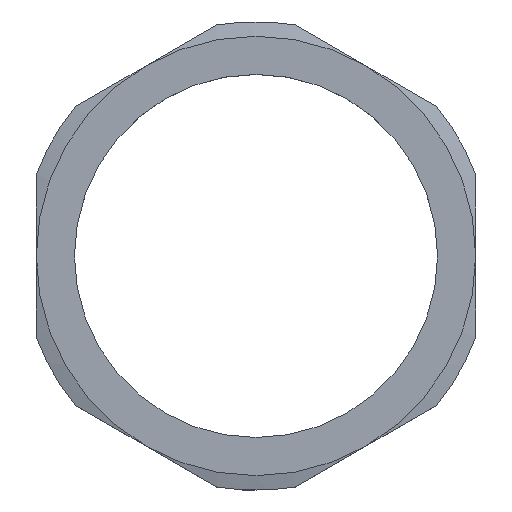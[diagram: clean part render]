
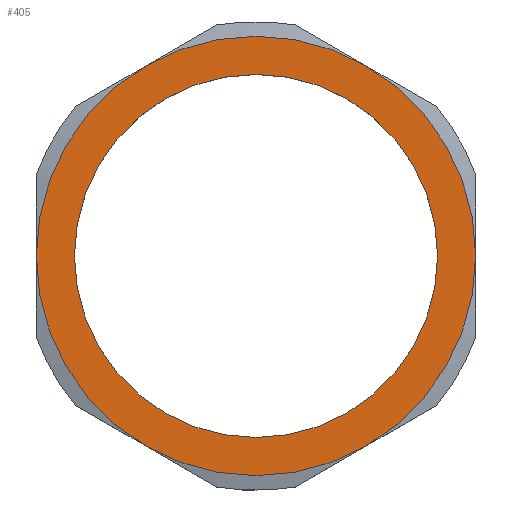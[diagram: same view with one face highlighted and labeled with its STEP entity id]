
A CAD part, top view. The second image highlights one B-rep face of the part: STEP entity #405.
In plain terms, the highlighted planar face has unit normal (0, 0, 1).
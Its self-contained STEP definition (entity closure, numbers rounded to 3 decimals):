
#79=PLANE($,#443);
#88=FACE_BOUND($,#121,.T.);
#91=FACE_OUTER_BOUND($,#120,.T.);
#120=EDGE_LOOP($,(#281,#282,#283,#284,#285,#286));
#121=EDGE_LOOP($,(#287));
#147=CIRCLE($,#435,12.395);
#154=CIRCLE($,#444,15.);
#155=CIRCLE($,#445,15.);
#156=CIRCLE($,#446,15.);
#157=CIRCLE($,#447,15.);
#158=CIRCLE($,#448,15.);
#159=CIRCLE($,#449,15.);
#173=VERTEX_POINT($,#610);
#180=VERTEX_POINT($,#626);
#181=VERTEX_POINT($,#627);
#182=VERTEX_POINT($,#629);
#183=VERTEX_POINT($,#631);
#184=VERTEX_POINT($,#633);
#185=VERTEX_POINT($,#635);
#211=EDGE_CURVE($,#173,#173,#147,.T.);
#218=EDGE_CURVE($,#180,#181,#154,.T.);
#219=EDGE_CURVE($,#181,#182,#155,.T.);
#220=EDGE_CURVE($,#182,#183,#156,.T.);
#221=EDGE_CURVE($,#183,#184,#157,.T.);
#222=EDGE_CURVE($,#184,#185,#158,.T.);
#223=EDGE_CURVE($,#185,#180,#159,.T.);
#281=ORIENTED_EDGE($,*,*,#218,.T.);
#282=ORIENTED_EDGE($,*,*,#219,.T.);
#283=ORIENTED_EDGE($,*,*,#220,.T.);
#284=ORIENTED_EDGE($,*,*,#221,.T.);
#285=ORIENTED_EDGE($,*,*,#222,.T.);
#286=ORIENTED_EDGE($,*,*,#223,.T.);
#287=ORIENTED_EDGE($,*,*,#211,.T.);
#405=ADVANCED_FACE($,(#91,#88),#79,.T.);
#435=AXIS2_PLACEMENT_3D($,#611,#492,#493);
#443=AXIS2_PLACEMENT_3D($,#625,#508,#509);
#444=AXIS2_PLACEMENT_3D($,#628,#510,#511);
#445=AXIS2_PLACEMENT_3D($,#630,#512,#513);
#446=AXIS2_PLACEMENT_3D($,#632,#514,#515);
#447=AXIS2_PLACEMENT_3D($,#634,#516,#517);
#448=AXIS2_PLACEMENT_3D($,#636,#518,#519);
#449=AXIS2_PLACEMENT_3D($,#637,#520,#521);
#492=DIRECTION('center_axis',(0.,0.,-1.));
#493=DIRECTION('ref_axis',(-1.,0.,0.));
#508=DIRECTION('center_axis',(0.,0.,1.));
#509=DIRECTION('ref_axis',(1.,0.,0.));
#510=DIRECTION('center_axis',(0.,0.,1.));
#511=DIRECTION('ref_axis',(-0.5,0.866,0.));
#512=DIRECTION('center_axis',(0.,0.,1.));
#513=DIRECTION('ref_axis',(-1.,0.,0.));
#514=DIRECTION('center_axis',(0.,0.,1.));
#515=DIRECTION('ref_axis',(-0.5,-0.866,0.));
#516=DIRECTION('center_axis',(0.,0.,1.));
#517=DIRECTION('ref_axis',(0.5,-0.866,0.));
#518=DIRECTION('center_axis',(0.,0.,1.));
#519=DIRECTION('ref_axis',(1.,0.,0.));
#520=DIRECTION('center_axis',(0.,0.,1.));
#521=DIRECTION('ref_axis',(0.5,0.866,0.));
#610=CARTESIAN_POINT('',(12.395,0.,11.75));
#611=CARTESIAN_POINT('Origin',(0.,0.,11.75));
#625=CARTESIAN_POINT('Origin',(0.,0.,
11.75));
#626=CARTESIAN_POINT('',(-7.5,12.99,11.75));
#627=CARTESIAN_POINT('',(-15.,0.,11.75));
#628=CARTESIAN_POINT('Origin',(0.,0.,11.75));
#629=CARTESIAN_POINT('',(-7.5,-12.99,11.75));
#630=CARTESIAN_POINT('Origin',(0.,0.,11.75));
#631=CARTESIAN_POINT('',(7.5,-12.99,11.75));
#632=CARTESIAN_POINT('Origin',(0.,0.,11.75));
#633=CARTESIAN_POINT('',(15.,0.,11.75));
#634=CARTESIAN_POINT('Origin',(0.,0.,11.75));
#635=CARTESIAN_POINT('',(7.5,12.99,11.75));
#636=CARTESIAN_POINT('Origin',(0.,0.,11.75));
#637=CARTESIAN_POINT('Origin',(0.,0.,11.75));
